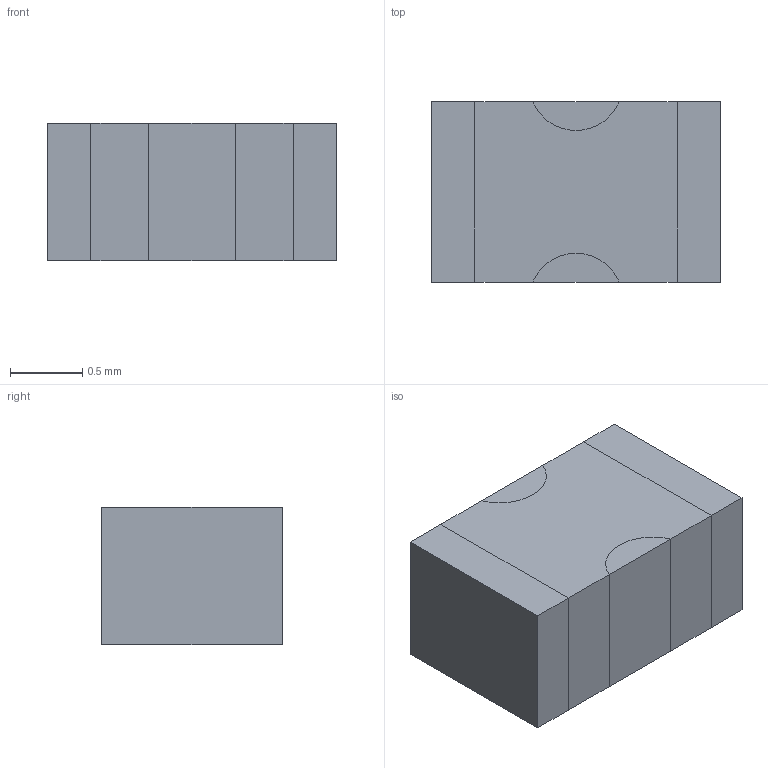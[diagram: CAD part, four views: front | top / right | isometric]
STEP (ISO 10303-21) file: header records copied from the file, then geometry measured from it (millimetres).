
FILE_DESCRIPTION(('FreeCAD Model'),'2;1');
FILE_NAME( 'Murata_NFM21.step', '2021-03-26T21:58:17',('kicad StepUp'),('ksu MCAD'), 'Open CASCADE STEP processor 7.2','FreeCAD','Unknown');
FILE_SCHEMA(('AUTOMOTIVE_DESIGN { 1 0 10303 214 1 1 1 1 }'));
Length unit declared in the file: millimetre
Products named in the file (1): Murata_NFM21
Bounding box: 2 x 1.25 x 0.95 mm (x, y, z)
Volume: 2.4 mm3; surface area: 18.8 mm2
Topology: 5 solids, 5 shells, 32 faces, 66 edges, 44 vertices
Faces by surface type: plane 26, cylinder 6
Entity records: 1071 total; most frequent: DIRECTION 144, CARTESIAN_POINT 143, ORIENTED_EDGE 132, EDGE_CURVE 66, LINE 54, VECTOR 54, AXIS2_PLACEMENT_3D 45, VERTEX_POINT 44
